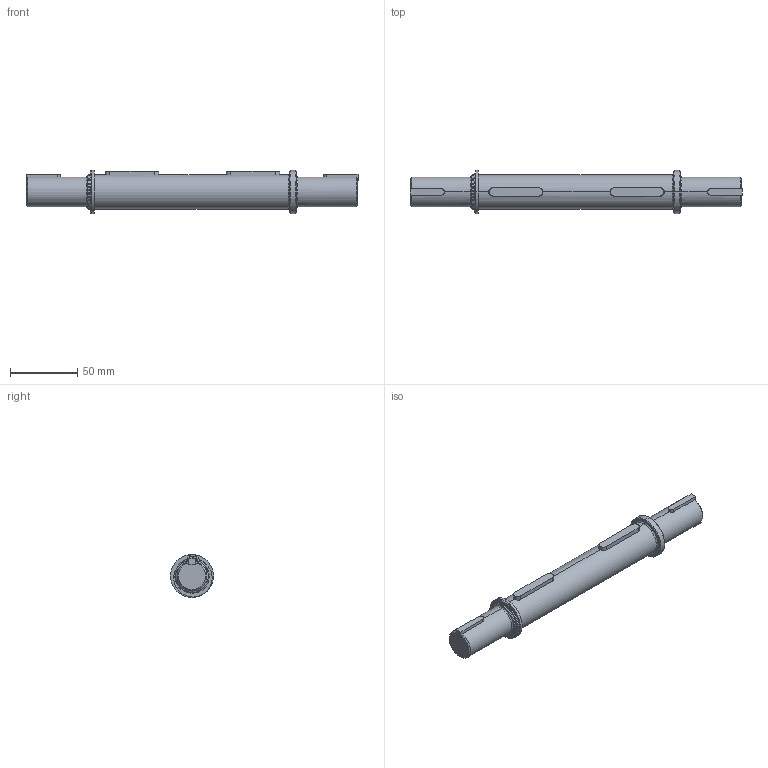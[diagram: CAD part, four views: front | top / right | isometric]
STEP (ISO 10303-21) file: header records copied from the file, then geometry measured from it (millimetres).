
FILE_DESCRIPTION (( 'STEP AP203' ), '1' );
FILE_NAME ('WGSS-175-DS.step', '2022-12-08T19:52:11', ( '' ), ( '' ), 'SwSTEP 2.0', 'SolidWorks 2021', '' );
FILE_SCHEMA (( 'CONFIG_CONTROL_DESIGN' ));
Length unit declared in the file: inch
Products named in the file (1): WGSS-175-DS
Bounding box: 246.08 x 32 x 32 mm (x, y, z)
Volume: 117630 mm3; surface area: 25683.9 mm2
Topology: 7 solids, 7 shells, 108 faces, 252 edges, 163 vertices
Faces by surface type: plane 47, cylinder 45, cone 10, bspline 6
Entity records: 3792 total; most frequent: CARTESIAN_POINT 1212, DIRECTION 535, ORIENTED_EDGE 504, EDGE_CURVE 252, AXIS2_PLACEMENT_3D 202, VERTEX_POINT 163, VECTOR 131, LINE 131
